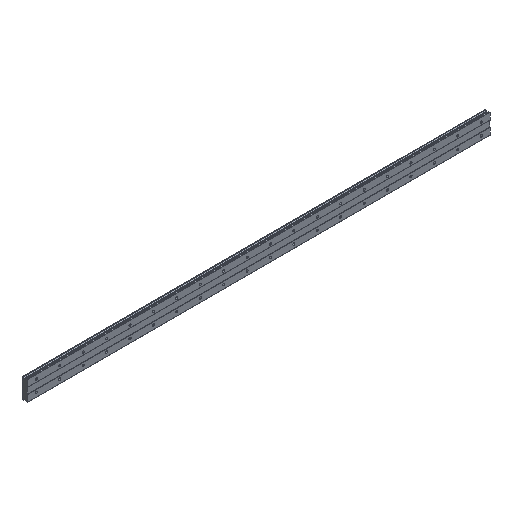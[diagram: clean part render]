
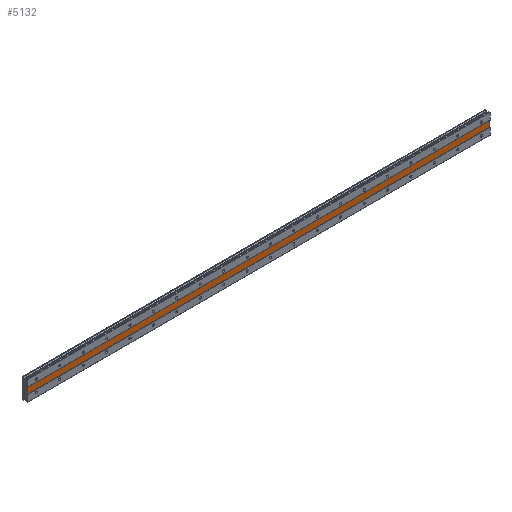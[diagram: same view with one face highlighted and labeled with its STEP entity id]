
A CAD part, isometric view. The second image highlights one B-rep face of the part: STEP entity #5132.
In plain terms, the highlighted planar face has unit normal (0, -1, 0).
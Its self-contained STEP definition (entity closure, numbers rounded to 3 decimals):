
#20 = FACE_OUTER_BOUND ( 'NONE', #372, .T. ) ;
#127 = DIRECTION ( 'NONE',  ( 0., 0., 1. ) ) ;
#265 = DIRECTION ( 'NONE',  ( 0., 0., -1. ) ) ;
#309 = VERTEX_POINT ( 'NONE', #4289 ) ;
#372 = EDGE_LOOP ( 'NONE', ( #2090, #5726, #6516, #1229 ) ) ;
#640 = VERTEX_POINT ( 'NONE', #5343 ) ;
#724 = DIRECTION ( 'NONE',  ( 0., 1., 0. ) ) ;
#981 = CARTESIAN_POINT ( 'NONE',  ( -30., 1., 10. ) ) ;
#1181 = CARTESIAN_POINT ( 'NONE',  ( 1550., 1., 10. ) ) ;
#1229 = ORIENTED_EDGE ( 'NONE', *, *, #2519, .T. ) ;
#1784 = LINE ( 'NONE', #5149, #2456 ) ;
#1797 = PLANE ( 'NONE',  #3396 ) ;
#1814 = DIRECTION ( 'NONE',  ( 0., 0., -1. ) ) ;
#1891 = VECTOR ( 'NONE', #265, 1000. ) ;
#2090 = ORIENTED_EDGE ( 'NONE', *, *, #2222, .F. ) ;
#2222 = EDGE_CURVE ( 'NONE', #5156, #309, #5328, .T. ) ;
#2456 = VECTOR ( 'NONE', #1814, 1000. ) ;
#2457 = CARTESIAN_POINT ( 'NONE',  ( 1550., 1., 34.482 ) ) ;
#2487 = CARTESIAN_POINT ( 'NONE',  ( 1550., 1., -10. ) ) ;
#2519 = EDGE_CURVE ( 'NONE', #5768, #309, #1784, .T. ) ;
#2859 = CARTESIAN_POINT ( 'NONE',  ( 1550., 1., 10. ) ) ;
#3165 = VECTOR ( 'NONE', #5925, 1000. ) ;
#3396 = AXIS2_PLACEMENT_3D ( 'NONE', #2859, #724, #127 ) ;
#3533 = EDGE_CURVE ( 'NONE', #640, #5156, #3667, .T. ) ;
#3667 = LINE ( 'NONE', #2457, #1891 ) ;
#4023 = EDGE_CURVE ( 'NONE', #640, #5768, #5566, .T. ) ;
#4217 = VECTOR ( 'NONE', #4475, 1000. ) ;
#4289 = CARTESIAN_POINT ( 'NONE',  ( -30., 1., -10. ) ) ;
#4475 = DIRECTION ( 'NONE',  ( -1., 0., 0. ) ) ;
#5132 = ADVANCED_FACE ( 'NONE', ( #20 ), #1797, .F. ) ;
#5149 = CARTESIAN_POINT ( 'NONE',  ( -30., 1., 34.482 ) ) ;
#5156 = VERTEX_POINT ( 'NONE', #2487 ) ;
#5328 = LINE ( 'NONE', #7054, #3165 ) ;
#5343 = CARTESIAN_POINT ( 'NONE',  ( 1550., 1., 10. ) ) ;
#5566 = LINE ( 'NONE', #1181, #4217 ) ;
#5726 = ORIENTED_EDGE ( 'NONE', *, *, #3533, .F. ) ;
#5768 = VERTEX_POINT ( 'NONE', #981 ) ;
#5925 = DIRECTION ( 'NONE',  ( -1., 0., 0. ) ) ;
#6516 = ORIENTED_EDGE ( 'NONE', *, *, #4023, .T. ) ;
#7054 = CARTESIAN_POINT ( 'NONE',  ( 1550., 1., -10. ) ) ;
